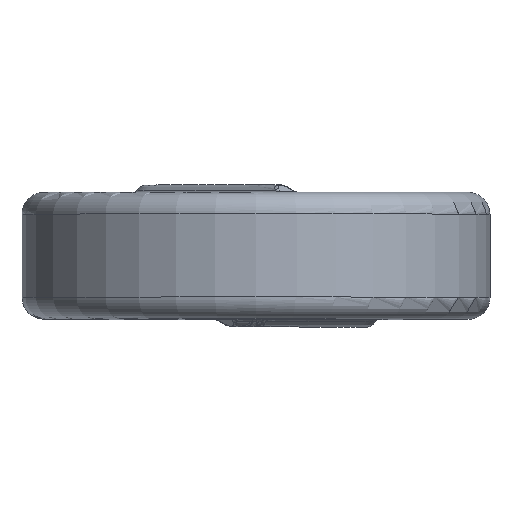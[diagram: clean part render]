
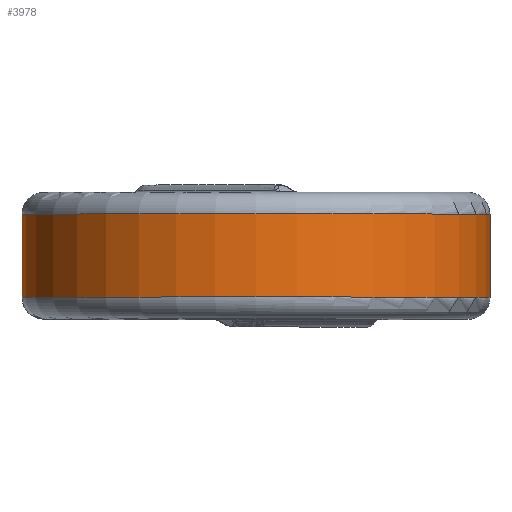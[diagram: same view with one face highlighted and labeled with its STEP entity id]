
A CAD part, top view. The second image highlights one B-rep face of the part: STEP entity #3978.
In plain terms, the highlighted cylindrical face has radius 10.7 mm (diameter 21.4 mm), a full revolution.
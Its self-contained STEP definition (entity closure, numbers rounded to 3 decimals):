
#334=CIRCLE('',#4161,10.7);
#335=CIRCLE('',#4163,10.7);
#687=ORIENTED_EDGE('',*,*,#1496,.T.);
#688=ORIENTED_EDGE('',*,*,#1493,.F.);
#1493=EDGE_CURVE('',#1902,#1902,#334,.T.);
#1496=EDGE_CURVE('',#1904,#1904,#335,.T.);
#1902=VERTEX_POINT('',#6138);
#1904=VERTEX_POINT('',#6168);
#2344=EDGE_LOOP('',(#687));
#2345=EDGE_LOOP('',(#688));
#2544=FACE_BOUND('',#2344,.T.);
#2545=FACE_BOUND('',#2345,.T.);
#2719=CYLINDRICAL_SURFACE('',#4164,10.7);
#3978=ADVANCED_FACE('',(#2544,#2545),#2719,.T.);
#4161=AXIS2_PLACEMENT_3D('',#6137,#4362,#4363);
#4163=AXIS2_PLACEMENT_3D('',#6167,#4366,#4367);
#4164=AXIS2_PLACEMENT_3D('',#6169,#4368,#4369);
#4362=DIRECTION('',(0.,1.,0.));
#4363=DIRECTION('',(0.,0.,1.));
#4366=DIRECTION('',(0.,1.,0.));
#4367=DIRECTION('',(0.,0.,1.));
#4368=DIRECTION('',(0.,1.,0.));
#4369=DIRECTION('',(0.,0.,1.));
#6137=CARTESIAN_POINT('',(0.,1.9,0.));
#6138=CARTESIAN_POINT('',(0.,1.9,10.7));
#6167=CARTESIAN_POINT('',(0.,-1.9,0.));
#6168=CARTESIAN_POINT('',(0.,-1.9,10.7));
#6169=CARTESIAN_POINT('',(0.,-2.9,0.));
